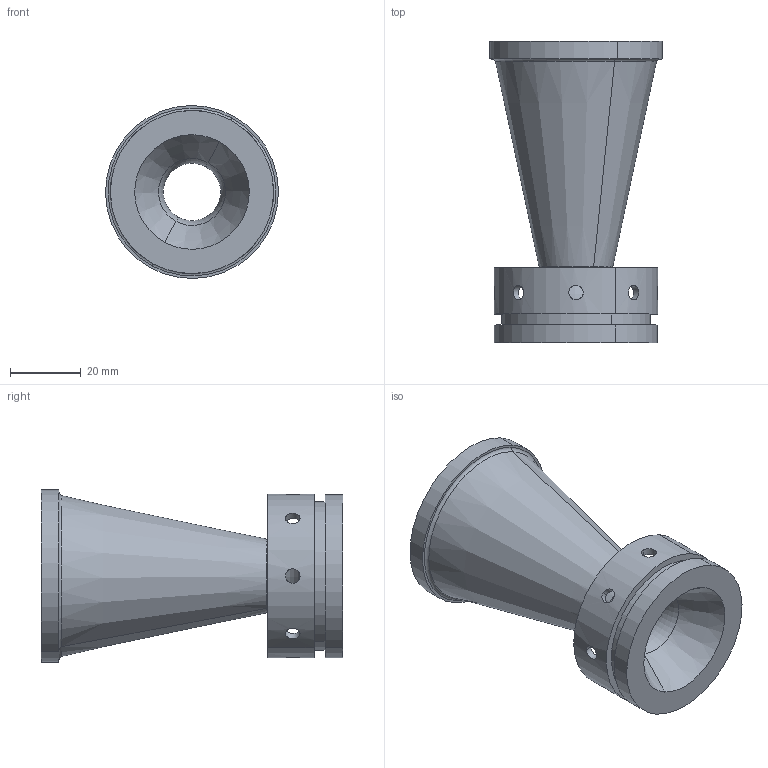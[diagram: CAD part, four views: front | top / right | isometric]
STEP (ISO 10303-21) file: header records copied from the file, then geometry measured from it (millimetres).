
FILE_DESCRIPTION(('CATIA V5 STEP Exchange'),'2;1');
FILE_NAME('Tuyere.stp','2020-11-22T12:48:55+00:00',('none'),('none'),'CATIA Version 5 Release 20 GA (IN-10)','CATIA V5 STEP AP203','none');
FILE_SCHEMA(('CONFIG_CONTROL_DESIGN'));
Length unit declared in the file: millimetre
Products named in the file (1): Tuyère
Bounding box: 48.74 x 85 x 48.74 mm (x, y, z)
Volume: 27847.1 mm3; surface area: 22925.5 mm2
Topology: 1 solids, 1 shells, 46 faces, 132 edges, 84 vertices
Faces by surface type: cylinder 26, torus 8, cone 6, plane 6
Entity records: 1689 total; most frequent: CARTESIAN_POINT 594, ORIENTED_EDGE 264, DIRECTION 134, EDGE_CURVE 132, VERTEX_POINT 84, AXIS2_PLACEMENT_3D 78, EDGE_LOOP 60, CIRCLE 52
